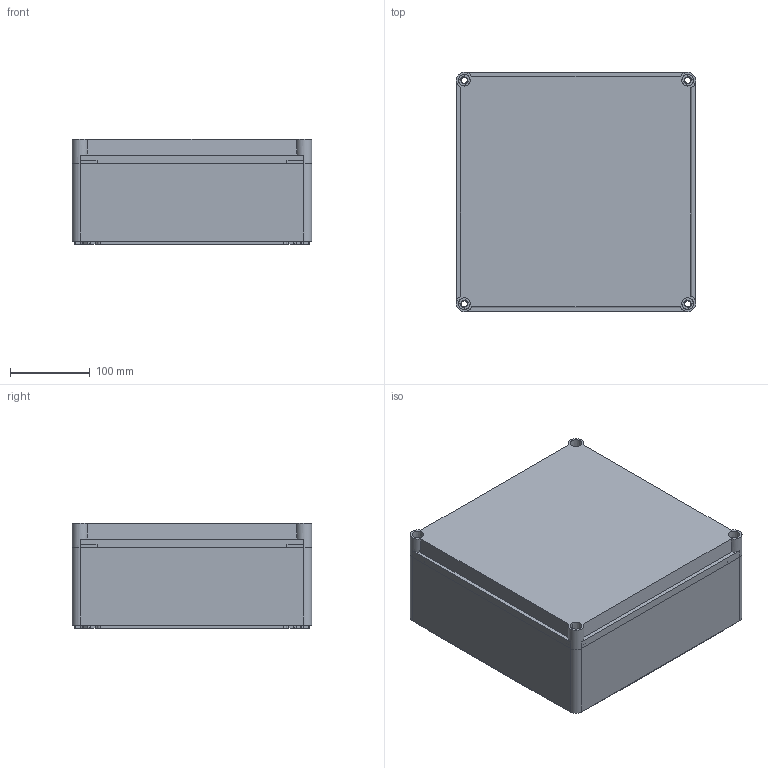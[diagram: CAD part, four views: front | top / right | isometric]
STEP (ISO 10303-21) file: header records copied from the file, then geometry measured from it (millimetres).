
FILE_DESCRIPTION( ( 'STEP AP214' ), '1' );
FILE_NAME( 'OPCP303013GE(1).stp', '2019-09-24T08:50:57', ( '' ), ( '' ), ' ', 'PARTsolutions', ' ' );
FILE_SCHEMA( ( 'AUTOMOTIVE_DESIGN { 1 0 10303 214 1 1 1 1 }' ) );
Length unit declared in the file: millimetre
Products named in the file (3): OPCP303013GE(1); _OABP303013GE(1)_02; _OABP303013GE(1)_01
Assembly tree (2 placements, depth 2):
  OPCP303013GE(1)
    _OABP303013GE(1)_02
    _OABP303013GE(1)_01
Bounding box: 300 x 300 x 132 mm (x, y, z)
Volume: 1478431.2 mm3; surface area: 774669.7 mm2
Topology: 2 solids, 2 shells, 1334 faces, 3586 edges, 2372 vertices
Faces by surface type: plane 680, cylinder 320, cone 152, torus 144, bspline 38
Full cylindrical faces by diameter (mm): 4.2 x52, 5 x52, 7.5 x4, 8.376 x4
Entity records: 53372 total; most frequent: CARTESIAN_POINT 10359, ORIENTED_EDGE 6644, DIRECTION 6428, EDGE_CURVE 3322, AXIS2_PLACEMENT_3D 2365, VERTEX_POINT 2364, EDGE_LOOP 1738, LINE 1698
